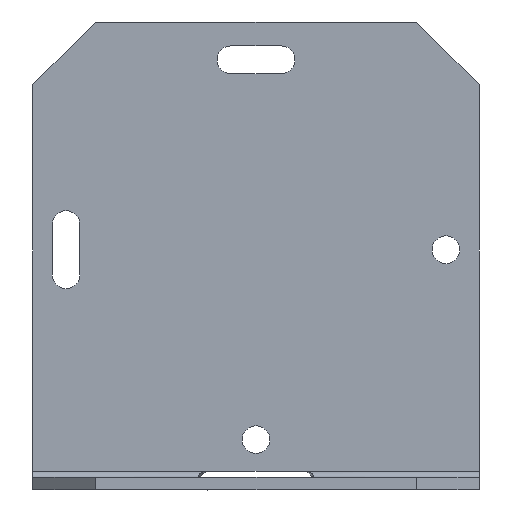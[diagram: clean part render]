
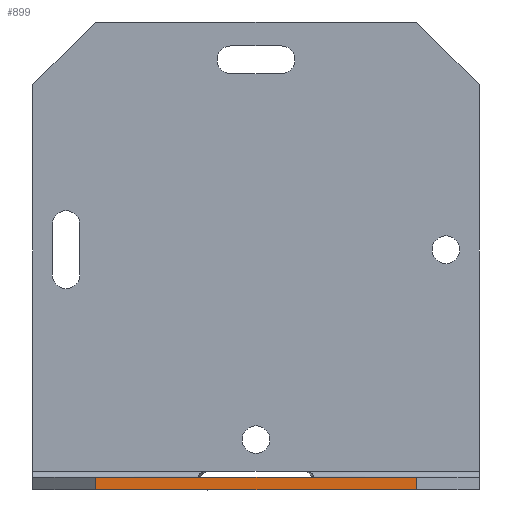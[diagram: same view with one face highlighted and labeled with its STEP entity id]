
A CAD part, front view. The second image highlights one B-rep face of the part: STEP entity #899.
In plain terms, the highlighted planar face has unit normal (0, -1, 0).
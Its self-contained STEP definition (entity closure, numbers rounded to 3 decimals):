
#22 = VERTEX_POINT ( 'NONE', #1188 ) ;
#32 = DIRECTION ( 'NONE',  ( 0., 0., -1. ) ) ;
#130 = DIRECTION ( 'NONE',  ( -1., 0., 0. ) ) ;
#350 = PLANE ( 'NONE',  #985 ) ;
#385 = VECTOR ( 'NONE', #921, 1000. ) ;
#403 = VERTEX_POINT ( 'NONE', #447 ) ;
#427 = ORIENTED_EDGE ( 'NONE', *, *, #1571, .T. ) ;
#447 = CARTESIAN_POINT ( 'NONE',  ( -25.5, -102., -38.2 ) ) ;
#486 = CARTESIAN_POINT ( 'NONE',  ( 25.5, -102., -38.2 ) ) ;
#537 = ORIENTED_EDGE ( 'NONE', *, *, #709, .F. ) ;
#578 = DIRECTION ( 'NONE',  ( -1., 0., 0. ) ) ;
#602 = VERTEX_POINT ( 'NONE', #486 ) ;
#709 = EDGE_CURVE ( 'NONE', #602, #403, #1426, .T. ) ;
#743 = LINE ( 'NONE', #1344, #1174 ) ;
#826 = CARTESIAN_POINT ( 'NONE',  ( -35.5, -102., -38.2 ) ) ;
#871 = VERTEX_POINT ( 'NONE', #1576 ) ;
#877 = LINE ( 'NONE', #1424, #1563 ) ;
#899 = ADVANCED_FACE ( 'NONE', ( #1133 ), #350, .F. ) ;
#921 = DIRECTION ( 'NONE',  ( 0., 0., 1. ) ) ;
#984 = EDGE_CURVE ( 'NONE', #871, #403, #743, .T. ) ;
#985 = AXIS2_PLACEMENT_3D ( 'NONE', #1604, #1830, #1548 ) ;
#1074 = LINE ( 'NONE', #1744, #385 ) ;
#1133 = FACE_OUTER_BOUND ( 'NONE', #1702, .T. ) ;
#1174 = VECTOR ( 'NONE', #32, 1000. ) ;
#1188 = CARTESIAN_POINT ( 'NONE',  ( 25.5, -102., -36.2 ) ) ;
#1344 = CARTESIAN_POINT ( 'NONE',  ( -25.5, -102., -38.2 ) ) ;
#1424 = CARTESIAN_POINT ( 'NONE',  ( -35.5, -102., -36.2 ) ) ;
#1426 = LINE ( 'NONE', #826, #1688 ) ;
#1438 = ORIENTED_EDGE ( 'NONE', *, *, #984, .T. ) ;
#1548 = DIRECTION ( 'NONE',  ( 0., 0., 1. ) ) ;
#1563 = VECTOR ( 'NONE', #578, 1000. ) ;
#1571 = EDGE_CURVE ( 'NONE', #22, #871, #877, .T. ) ;
#1576 = CARTESIAN_POINT ( 'NONE',  ( -25.5, -102., -36.2 ) ) ;
#1577 = ORIENTED_EDGE ( 'NONE', *, *, #1689, .T. ) ;
#1604 = CARTESIAN_POINT ( 'NONE',  ( -35.5, -102., -38.2 ) ) ;
#1688 = VECTOR ( 'NONE', #130, 1000. ) ;
#1689 = EDGE_CURVE ( 'NONE', #602, #22, #1074, .T. ) ;
#1702 = EDGE_LOOP ( 'NONE', ( #427, #1438, #537, #1577 ) ) ;
#1744 = CARTESIAN_POINT ( 'NONE',  ( 25.5, -102., -38.2 ) ) ;
#1830 = DIRECTION ( 'NONE',  ( 0., 1., 0. ) ) ;
